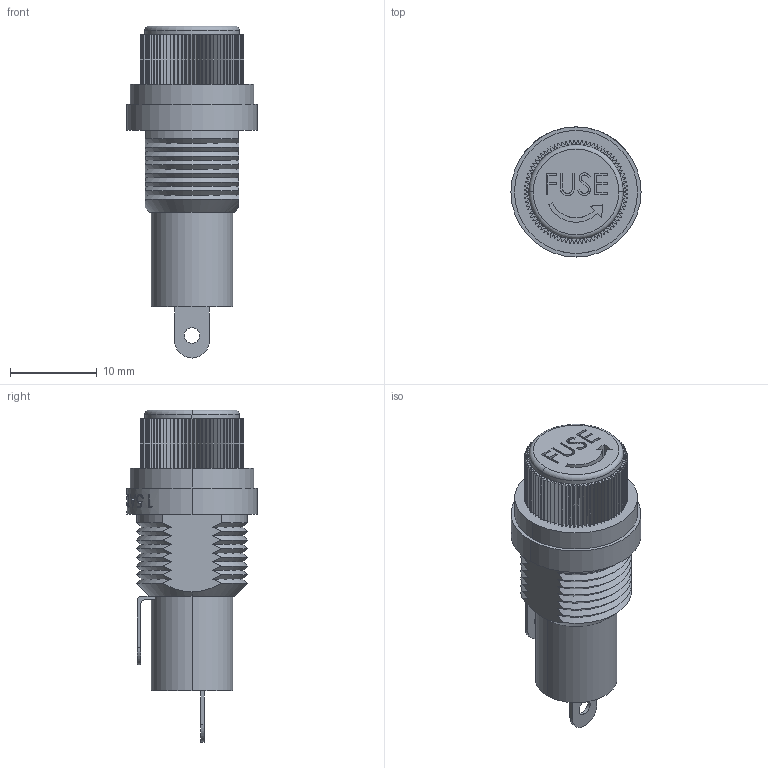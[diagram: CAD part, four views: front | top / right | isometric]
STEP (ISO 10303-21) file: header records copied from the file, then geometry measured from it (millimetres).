
FILE_DESCRIPTION (( 'STEP AP214' ), '1' );
FILE_NAME ('Fuse.STEP', '2023-09-28T20:56:15', ( '' ), ( '' ), 'SwSTEP 2.0', 'SolidWorks 2022', '' );
FILE_SCHEMA (( 'AUTOMOTIVE_DESIGN' ));
Length unit declared in the file: millimetre
Products named in the file (1): Fuse
Bounding box: 15 x 15 x 38.3 mm (x, y, z)
Volume: 3317.4 mm3; surface area: 2747.9 mm2
Topology: 2 solids, 2 shells, 558 faces, 1435 edges, 902 vertices
Faces by surface type: plane 369, cylinder 104, bspline 53, cone 30, torus 2
Entity records: 21487 total; most frequent: CARTESIAN_POINT 6144, ORIENTED_EDGE 2870, DIRECTION 2599, EDGE_CURVE 1435, VERTEX_POINT 902, LINE 899, VECTOR 899, AXIS2_PLACEMENT_3D 850
